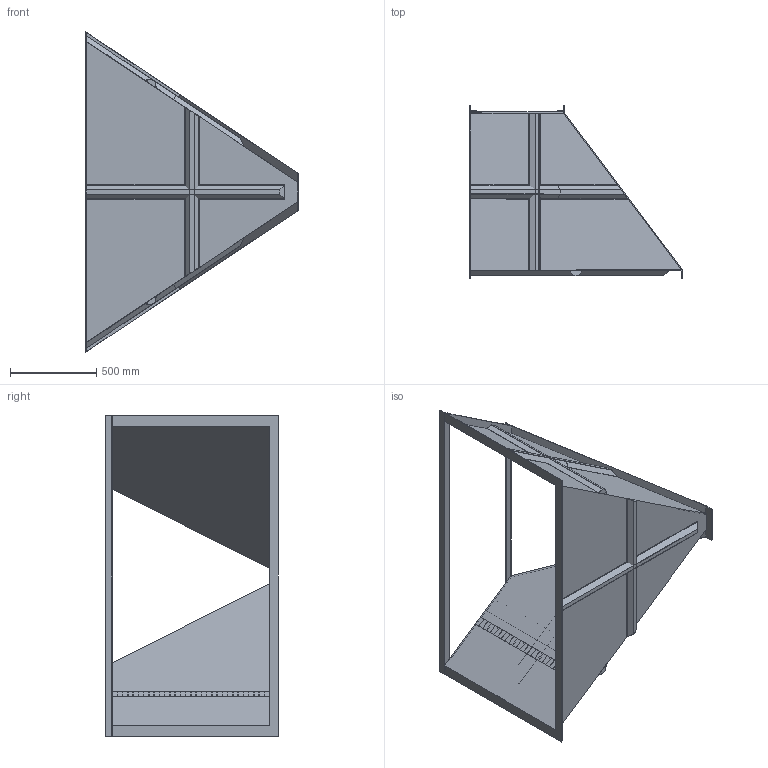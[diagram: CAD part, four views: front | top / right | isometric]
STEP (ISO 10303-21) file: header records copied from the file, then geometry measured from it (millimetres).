
FILE_DESCRIPTION (( 'STEP AP214' ), '1' );
FILE_NAME ('3.0H Flume Assy no options.STEP', '2020-08-31T19:46:05', ( '' ), ( '' ), 'SwSTEP 2.0', 'SolidWorks 2020', '' );
FILE_SCHEMA (( 'AUTOMOTIVE_DESIGN' ));
Length unit declared in the file: inch
Products named in the file (3): 3.0H Flume Assy no options; 3.0H H Flume_3.0'' H FLUME; Parshall Staff Gauge 24in long parshall staff gauge_English Staff Gauge - 36"
Assembly tree (2 placements, depth 2):
  3.0H Flume Assy no options
    3.0H H Flume_3.0'' H FLUME
    Parshall Staff Gauge 24in long parshall staff gauge_English Staff Gauge - 36"
Bounding box: 1234.44 x 1003.3 x 1859.47 mm (x, y, z)
Volume: 11508.6 mm3; surface area: 9571012.2 mm2
Topology: 1 solids, 16 shells, 250 faces, 680 edges, 458 vertices
Faces by surface type: plane 245, cylinder 4, bspline 1
Entity records: 8821 total; most frequent: CARTESIAN_POINT 1445, ORIENTED_EDGE 1344, DIRECTION 1178, EDGE_CURVE 680, VECTOR 668, LINE 668, VERTEX_POINT 458, EDGE_LOOP 264
